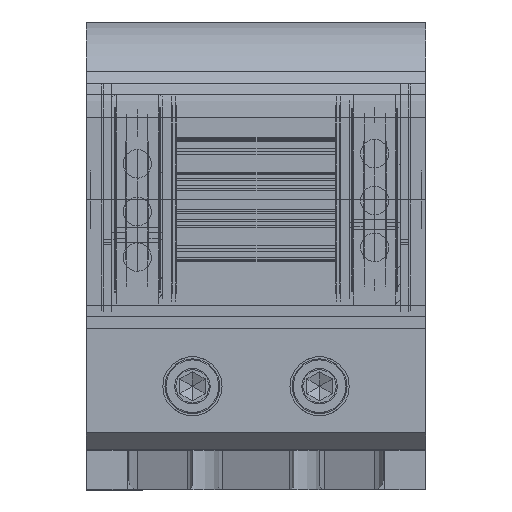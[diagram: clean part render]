
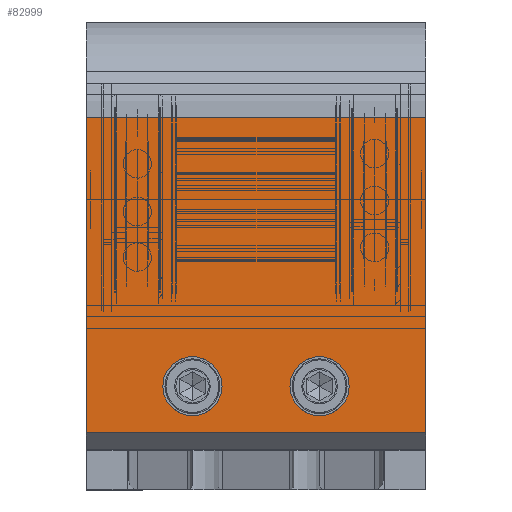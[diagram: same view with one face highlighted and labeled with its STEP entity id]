
A CAD part, top view. The second image highlights one B-rep face of the part: STEP entity #82999.
In plain terms, the highlighted planar face has unit normal (0, 0, 1).
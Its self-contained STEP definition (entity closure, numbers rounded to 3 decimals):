
#13376 = CARTESIAN_POINT ( 'NONE',  ( 185.798, 163.238, 570.351 ) ) ;
#13834 = EDGE_LOOP ( 'NONE', ( #56574, #274907, #338479, #274831 ) ) ;
#17187 = AXIS2_PLACEMENT_3D ( 'NONE', #86804, #351573, #323379 ) ;
#23309 = CARTESIAN_POINT ( 'NONE',  ( 185.798, 163.238, 570.351 ) ) ;
#30333 = VECTOR ( 'NONE', #406432, 1000. ) ;
#35371 = CARTESIAN_POINT ( 'NONE',  ( 137.798, 174.238, 570.351 ) ) ;
#42641 = VECTOR ( 'NONE', #129557, 1000. ) ;
#45745 = LINE ( 'NONE', #180253, #30333 ) ;
#55067 = DIRECTION ( 'NONE',  ( 1., 0., 0. ) ) ;
#55655 = LINE ( 'NONE', #64295, #336510 ) ;
#56574 = ORIENTED_EDGE ( 'NONE', *, *, #352047, .T. ) ;
#64295 = CARTESIAN_POINT ( 'NONE',  ( 185.798, 159.238, 570.351 ) ) ;
#74098 = EDGE_CURVE ( 'NONE', #256485, #396445, #55655, .T. ) ;
#78775 = EDGE_CURVE ( 'NONE', #386374, #396445, #361829, .T. ) ;
#79337 = CARTESIAN_POINT ( 'NONE',  ( 185.798, 159.238, 570.351 ) ) ;
#82999 = ADVANCED_FACE ( 'NONE', ( #252697, #350472, #413671 ), #120252, .F. ) ;
#83481 = EDGE_CURVE ( 'NONE', #98676, #183944, #391610, .T. ) ;
#84013 = CARTESIAN_POINT ( 'NONE',  ( 130.798, 174.238, 570.351 ) ) ;
#86804 = CARTESIAN_POINT ( 'NONE',  ( 130.798, 174.238, 570.351 ) ) ;
#97897 = CARTESIAN_POINT ( 'NONE',  ( 160.798, 174.238, 570.351 ) ) ;
#98676 = VERTEX_POINT ( 'NONE', #104560 ) ;
#104560 = CARTESIAN_POINT ( 'NONE',  ( 123.798, 174.238, 570.351 ) ) ;
#120252 = PLANE ( 'NONE',  #383820 ) ;
#123968 = DIRECTION ( 'NONE',  ( 1., 0., 0. ) ) ;
#125001 = ORIENTED_EDGE ( 'NONE', *, *, #141756, .F. ) ;
#129557 = DIRECTION ( 'NONE',  ( 1., 0., 0. ) ) ;
#131399 = DIRECTION ( 'NONE',  ( 0., -1., 0. ) ) ;
#141283 = EDGE_CURVE ( 'NONE', #357172, #234770, #239569, .T. ) ;
#141756 = EDGE_CURVE ( 'NONE', #183944, #98676, #267478, .T. ) ;
#142657 = DIRECTION ( 'NONE',  ( 0., 0., 1. ) ) ;
#156728 = EDGE_LOOP ( 'NONE', ( #324018, #254847 ) ) ;
#169800 = CARTESIAN_POINT ( 'NONE',  ( 105.798, 237.738, 570.351 ) ) ;
#180253 = CARTESIAN_POINT ( 'NONE',  ( 105.798, 159.238, 570.351 ) ) ;
#183944 = VERTEX_POINT ( 'NONE', #35371 ) ;
#187247 = VERTEX_POINT ( 'NONE', #169800 ) ;
#191177 = CARTESIAN_POINT ( 'NONE',  ( 153.798, 174.238, 570.351 ) ) ;
#195398 = EDGE_LOOP ( 'NONE', ( #125001, #300144 ) ) ;
#205313 = CIRCLE ( 'NONE', #246939, 7. ) ;
#225744 = VECTOR ( 'NONE', #348212, 1000. ) ;
#234770 = VERTEX_POINT ( 'NONE', #191177 ) ;
#237066 = CARTESIAN_POINT ( 'NONE',  ( 167.798, 174.238, 570.351 ) ) ;
#239569 = CIRCLE ( 'NONE', #308805, 7. ) ;
#246939 = AXIS2_PLACEMENT_3D ( 'NONE', #97897, #386736, #123968 ) ;
#250456 = LINE ( 'NONE', #352458, #225744 ) ;
#252697 = FACE_BOUND ( 'NONE', #195398, .T. ) ;
#254847 = ORIENTED_EDGE ( 'NONE', *, *, #367694, .F. ) ;
#256485 = VERTEX_POINT ( 'NONE', #311326 ) ;
#267478 = CIRCLE ( 'NONE', #316241, 7. ) ;
#274831 = ORIENTED_EDGE ( 'NONE', *, *, #388784, .T. ) ;
#274907 = ORIENTED_EDGE ( 'NONE', *, *, #78775, .T. ) ;
#281076 = DIRECTION ( 'NONE',  ( -1., 0., 0. ) ) ;
#300144 = ORIENTED_EDGE ( 'NONE', *, *, #83481, .F. ) ;
#308805 = AXIS2_PLACEMENT_3D ( 'NONE', #317841, #387214, #55067 ) ;
#311326 = CARTESIAN_POINT ( 'NONE',  ( 185.798, 237.738, 570.351 ) ) ;
#314171 = DIRECTION ( 'NONE',  ( 1., 0., 0. ) ) ;
#316241 = AXIS2_PLACEMENT_3D ( 'NONE', #84013, #142657, #314171 ) ;
#317841 = CARTESIAN_POINT ( 'NONE',  ( 160.798, 174.238, 570.351 ) ) ;
#320069 = DIRECTION ( 'NONE',  ( 0., 0., -1. ) ) ;
#323379 = DIRECTION ( 'NONE',  ( 1., 0., 0. ) ) ;
#324018 = ORIENTED_EDGE ( 'NONE', *, *, #141283, .F. ) ;
#336510 = VECTOR ( 'NONE', #131399, 1000. ) ;
#338479 = ORIENTED_EDGE ( 'NONE', *, *, #74098, .F. ) ;
#348212 = DIRECTION ( 'NONE',  ( -1., 0., 0. ) ) ;
#350472 = FACE_BOUND ( 'NONE', #156728, .T. ) ;
#351573 = DIRECTION ( 'NONE',  ( 0., 0., 1. ) ) ;
#352047 = EDGE_CURVE ( 'NONE', #187247, #386374, #45745, .T. ) ;
#352458 = CARTESIAN_POINT ( 'NONE',  ( 185.798, 237.738, 570.351 ) ) ;
#357172 = VERTEX_POINT ( 'NONE', #237066 ) ;
#361829 = LINE ( 'NONE', #23309, #42641 ) ;
#367694 = EDGE_CURVE ( 'NONE', #234770, #357172, #205313, .T. ) ;
#383820 = AXIS2_PLACEMENT_3D ( 'NONE', #79337, #320069, #281076 ) ;
#386374 = VERTEX_POINT ( 'NONE', #403529 ) ;
#386736 = DIRECTION ( 'NONE',  ( 0., 0., 1. ) ) ;
#387214 = DIRECTION ( 'NONE',  ( 0., 0., 1. ) ) ;
#388784 = EDGE_CURVE ( 'NONE', #256485, #187247, #250456, .T. ) ;
#391610 = CIRCLE ( 'NONE', #17187, 7. ) ;
#396445 = VERTEX_POINT ( 'NONE', #13376 ) ;
#403529 = CARTESIAN_POINT ( 'NONE',  ( 105.798, 163.238, 570.351 ) ) ;
#406432 = DIRECTION ( 'NONE',  ( 0., -1., 0. ) ) ;
#413671 = FACE_OUTER_BOUND ( 'NONE', #13834, .T. ) ;
